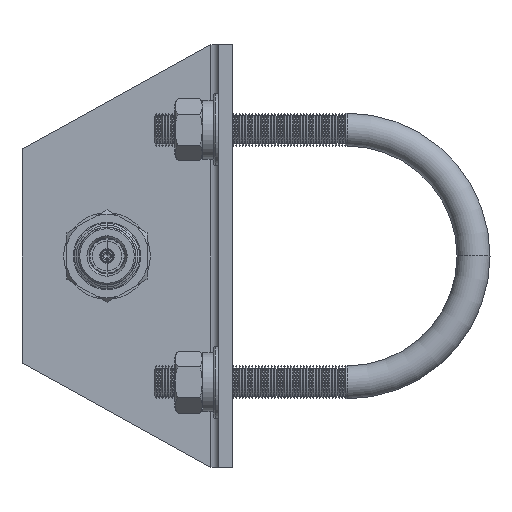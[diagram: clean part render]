
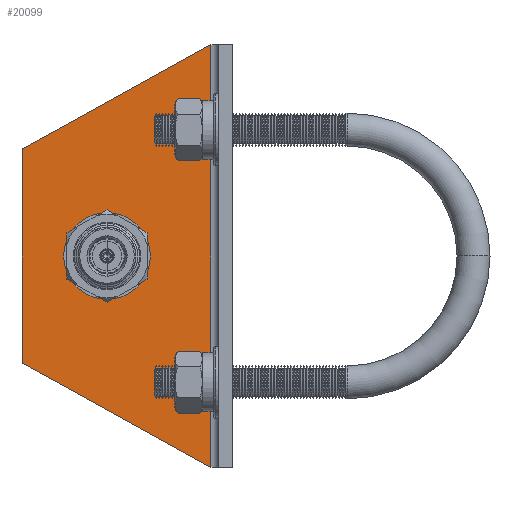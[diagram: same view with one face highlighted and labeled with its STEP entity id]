
A CAD part, left-side view. The second image highlights one B-rep face of the part: STEP entity #20099.
In plain terms, the highlighted planar face has unit normal (-1, 0, 0).
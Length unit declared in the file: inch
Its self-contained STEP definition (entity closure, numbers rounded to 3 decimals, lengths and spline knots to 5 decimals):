
#216 = ORIENTED_EDGE ( 'NONE', *, *, #12701, .F. ) ;
#784 = EDGE_LOOP ( 'NONE', ( #8490, #16150, #21677, #26378 ) ) ;
#900 = CARTESIAN_POINT ( 'NONE',  ( -0.127, 1.975, -0.2 ) ) ;
#926 = CARTESIAN_POINT ( 'NONE',  ( -0.127, -1., -1.965 ) ) ;
#1534 = VECTOR ( 'NONE', #10489, 39.37008 ) ;
#2149 = CARTESIAN_POINT ( 'NONE',  ( -0.127, 1.975, -1.965 ) ) ;
#2251 = CARTESIAN_POINT ( 'NONE',  ( -0.127, -1., -1.965 ) ) ;
#3180 = PLANE ( 'NONE',  #25786 ) ;
#3217 = CARTESIAN_POINT ( 'NONE',  ( -0.127, 1., -1.965 ) ) ;
#3809 = CARTESIAN_POINT ( 'NONE',  ( -0.127, 1.975, -1.965 ) ) ;
#4114 = EDGE_CURVE ( 'NONE', #7669, #8976, #12181, .T. ) ;
#4340 = LINE ( 'NONE', #2149, #27933 ) ;
#4882 = VECTOR ( 'NONE', #30765, 39.37008 ) ;
#5011 = CARTESIAN_POINT ( 'NONE',  ( -0.127, 0., -1.1705 ) ) ;
#6016 = DIRECTION ( 'NONE',  ( 0., 0., -1. ) ) ;
#7669 = VERTEX_POINT ( 'NONE', #23852 ) ;
#8490 = ORIENTED_EDGE ( 'NONE', *, *, #10019, .T. ) ;
#8976 = VERTEX_POINT ( 'NONE', #20123 ) ;
#9658 = EDGE_CURVE ( 'NONE', #25570, #26317, #25672, .T. ) ;
#10019 = EDGE_CURVE ( 'NONE', #13067, #10741, #4340, .T. ) ;
#10064 = EDGE_LOOP ( 'NONE', ( #216, #20613 ) ) ;
#10180 = EDGE_CURVE ( 'NONE', #13067, #25570, #24822, .T. ) ;
#10489 = DIRECTION ( 'NONE',  ( 0., 0.484, -0.875 ) ) ;
#10741 = VERTEX_POINT ( 'NONE', #2251 ) ;
#11553 = DIRECTION ( 'NONE',  ( 0., -1., 0. ) ) ;
#12181 = CIRCLE ( 'NONE', #28214, 0.3225 ) ;
#12701 = EDGE_CURVE ( 'NONE', #8976, #7669, #27980, .T. ) ;
#12941 = DIRECTION ( 'NONE',  ( 0., 0.484, 0.875 ) ) ;
#13067 = VERTEX_POINT ( 'NONE', #13118 ) ;
#13118 = CARTESIAN_POINT ( 'NONE',  ( -0.127, 1., -1.965 ) ) ;
#13483 = AXIS2_PLACEMENT_3D ( 'NONE', #15293, #22629, #24980 ) ;
#15293 = CARTESIAN_POINT ( 'NONE',  ( -0.127, 0., -1.1705 ) ) ;
#16150 = ORIENTED_EDGE ( 'NONE', *, *, #24674, .F. ) ;
#16593 = CARTESIAN_POINT ( 'NONE',  ( -0.127, 1.975, -0.2 ) ) ;
#16914 = DIRECTION ( 'NONE',  ( -1., 0., 0. ) ) ;
#17340 = CARTESIAN_POINT ( 'NONE',  ( -0.127, -1.975, -0.2 ) ) ;
#17872 = DIRECTION ( 'NONE',  ( 1., 0., 0. ) ) ;
#19210 = VECTOR ( 'NONE', #12941, 39.37008 ) ;
#20099 = ADVANCED_FACE ( 'NONE', ( #20213, #29865 ), #3180, .F. ) ;
#20123 = CARTESIAN_POINT ( 'NONE',  ( -0.127, 0., -1.493 ) ) ;
#20213 = FACE_BOUND ( 'NONE', #10064, .T. ) ;
#20613 = ORIENTED_EDGE ( 'NONE', *, *, #4114, .F. ) ;
#21677 = ORIENTED_EDGE ( 'NONE', *, *, #9658, .F. ) ;
#21894 = DIRECTION ( 'NONE',  ( 0., 0., -1. ) ) ;
#22629 = DIRECTION ( 'NONE',  ( -1., 0., 0. ) ) ;
#23852 = CARTESIAN_POINT ( 'NONE',  ( -0.127, 0., -0.848 ) ) ;
#24674 = EDGE_CURVE ( 'NONE', #26317, #10741, #24712, .T. ) ;
#24712 = LINE ( 'NONE', #926, #1534 ) ;
#24822 = LINE ( 'NONE', #3217, #19210 ) ;
#24980 = DIRECTION ( 'NONE',  ( 0., 0., -1. ) ) ;
#25570 = VERTEX_POINT ( 'NONE', #900 ) ;
#25672 = LINE ( 'NONE', #16593, #4882 ) ;
#25786 = AXIS2_PLACEMENT_3D ( 'NONE', #3809, #17872, #6016 ) ;
#26317 = VERTEX_POINT ( 'NONE', #17340 ) ;
#26378 = ORIENTED_EDGE ( 'NONE', *, *, #10180, .F. ) ;
#27933 = VECTOR ( 'NONE', #11553, 39.37008 ) ;
#27980 = CIRCLE ( 'NONE', #13483, 0.3225 ) ;
#28214 = AXIS2_PLACEMENT_3D ( 'NONE', #5011, #16914, #21894 ) ;
#29865 = FACE_OUTER_BOUND ( 'NONE', #784, .T. ) ;
#30765 = DIRECTION ( 'NONE',  ( 0., -1., 0. ) ) ;
